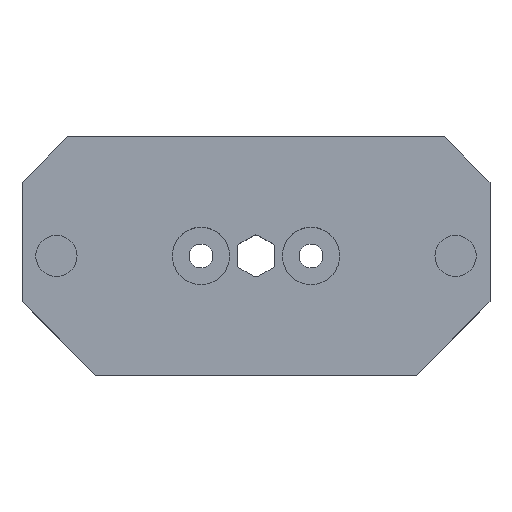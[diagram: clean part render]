
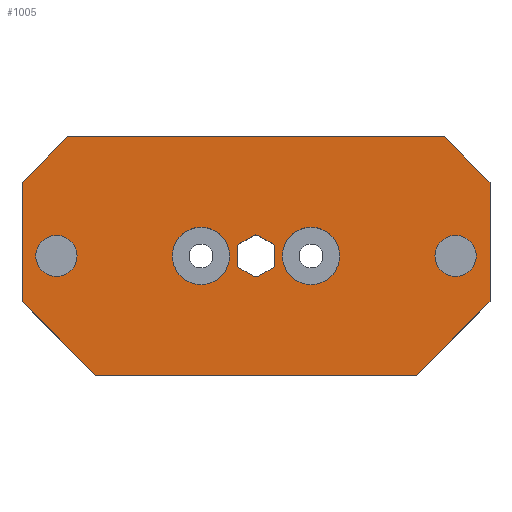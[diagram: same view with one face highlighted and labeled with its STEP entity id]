
A CAD part, top view. The second image highlights one B-rep face of the part: STEP entity #1005.
In plain terms, the highlighted planar face has unit normal (0, 0, 1).
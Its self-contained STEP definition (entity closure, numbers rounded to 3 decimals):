
#17=FACE_BOUND('',#148,.T.);
#18=FACE_BOUND('',#149,.T.);
#19=FACE_BOUND('',#150,.T.);
#20=FACE_BOUND('',#151,.T.);
#21=FACE_BOUND('',#152,.T.);
#45=PLANE('',#1093);
#85=FACE_OUTER_BOUND('',#147,.T.);
#147=EDGE_LOOP('',(#743,#744,#745,#746,#747,#748,#749,#750));
#148=EDGE_LOOP('',(#751,#752,#753,#754,#755,#756,#757,#758,#759,#760,#761,
#762));
#149=EDGE_LOOP('',(#763));
#150=EDGE_LOOP('',(#764));
#151=EDGE_LOOP('',(#765));
#152=EDGE_LOOP('',(#766));
#215=LINE('',#1517,#309);
#223=LINE('',#1533,#317);
#234=LINE('',#1567,#328);
#239=LINE('',#1578,#333);
#242=LINE('',#1582,#336);
#243=LINE('',#1584,#337);
#244=LINE('',#1586,#338);
#245=LINE('',#1587,#339);
#246=LINE('',#1590,#340);
#247=LINE('',#1594,#341);
#248=LINE('',#1598,#342);
#249=LINE('',#1602,#343);
#250=LINE('',#1606,#344);
#251=LINE('',#1610,#345);
#309=VECTOR('',#1213,10.);
#317=VECTOR('',#1225,10.);
#328=VECTOR('',#1250,10.);
#333=VECTOR('',#1259,10.);
#336=VECTOR('',#1264,10.);
#337=VECTOR('',#1265,10.);
#338=VECTOR('',#1266,10.);
#339=VECTOR('',#1267,10.);
#340=VECTOR('',#1268,10.);
#341=VECTOR('',#1271,10.);
#342=VECTOR('',#1274,10.);
#343=VECTOR('',#1277,10.);
#344=VECTOR('',#1280,10.);
#345=VECTOR('',#1283,10.);
#413=CIRCLE('',#1094,0.55);
#414=CIRCLE('',#1095,0.55);
#415=CIRCLE('',#1096,0.55);
#416=CIRCLE('',#1097,0.55);
#417=CIRCLE('',#1098,0.55);
#418=CIRCLE('',#1099,0.55);
#419=CIRCLE('',#1100,3.125);
#420=CIRCLE('',#1101,3.125);
#421=CIRCLE('',#1102,2.25);
#422=CIRCLE('',#1103,2.25);
#455=VERTEX_POINT('',#1515);
#456=VERTEX_POINT('',#1516);
#462=VERTEX_POINT('',#1532);
#478=VERTEX_POINT('',#1566);
#481=VERTEX_POINT('',#1576);
#482=VERTEX_POINT('',#1577);
#483=VERTEX_POINT('',#1583);
#484=VERTEX_POINT('',#1585);
#485=VERTEX_POINT('',#1588);
#486=VERTEX_POINT('',#1589);
#487=VERTEX_POINT('',#1591);
#488=VERTEX_POINT('',#1593);
#489=VERTEX_POINT('',#1595);
#490=VERTEX_POINT('',#1597);
#491=VERTEX_POINT('',#1599);
#492=VERTEX_POINT('',#1601);
#493=VERTEX_POINT('',#1603);
#494=VERTEX_POINT('',#1605);
#495=VERTEX_POINT('',#1607);
#496=VERTEX_POINT('',#1609);
#497=VERTEX_POINT('',#1612);
#498=VERTEX_POINT('',#1614);
#499=VERTEX_POINT('',#1616);
#500=VERTEX_POINT('',#1618);
#553=EDGE_CURVE('',#455,#456,#215,.T.);
#561=EDGE_CURVE('',#456,#462,#223,.T.);
#578=EDGE_CURVE('',#462,#478,#234,.T.);
#583=EDGE_CURVE('',#481,#482,#239,.T.);
#586=EDGE_CURVE('',#482,#455,#242,.T.);
#587=EDGE_CURVE('',#483,#481,#243,.T.);
#588=EDGE_CURVE('',#484,#483,#244,.T.);
#589=EDGE_CURVE('',#484,#478,#245,.T.);
#590=EDGE_CURVE('',#485,#486,#246,.T.);
#591=EDGE_CURVE('',#486,#487,#413,.T.);
#592=EDGE_CURVE('',#487,#488,#247,.T.);
#593=EDGE_CURVE('',#488,#489,#414,.T.);
#594=EDGE_CURVE('',#489,#490,#248,.T.);
#595=EDGE_CURVE('',#490,#491,#415,.T.);
#596=EDGE_CURVE('',#491,#492,#249,.T.);
#597=EDGE_CURVE('',#492,#493,#416,.T.);
#598=EDGE_CURVE('',#493,#494,#250,.T.);
#599=EDGE_CURVE('',#494,#495,#417,.T.);
#600=EDGE_CURVE('',#495,#496,#251,.T.);
#601=EDGE_CURVE('',#496,#485,#418,.T.);
#602=EDGE_CURVE('',#497,#497,#419,.T.);
#603=EDGE_CURVE('',#498,#498,#420,.T.);
#604=EDGE_CURVE('',#499,#499,#421,.T.);
#605=EDGE_CURVE('',#500,#500,#422,.T.);
#743=ORIENTED_EDGE('',*,*,#553,.F.);
#744=ORIENTED_EDGE('',*,*,#586,.F.);
#745=ORIENTED_EDGE('',*,*,#583,.F.);
#746=ORIENTED_EDGE('',*,*,#587,.F.);
#747=ORIENTED_EDGE('',*,*,#588,.F.);
#748=ORIENTED_EDGE('',*,*,#589,.T.);
#749=ORIENTED_EDGE('',*,*,#578,.F.);
#750=ORIENTED_EDGE('',*,*,#561,.F.);
#751=ORIENTED_EDGE('',*,*,#590,.T.);
#752=ORIENTED_EDGE('',*,*,#591,.T.);
#753=ORIENTED_EDGE('',*,*,#592,.T.);
#754=ORIENTED_EDGE('',*,*,#593,.T.);
#755=ORIENTED_EDGE('',*,*,#594,.T.);
#756=ORIENTED_EDGE('',*,*,#595,.T.);
#757=ORIENTED_EDGE('',*,*,#596,.T.);
#758=ORIENTED_EDGE('',*,*,#597,.T.);
#759=ORIENTED_EDGE('',*,*,#598,.T.);
#760=ORIENTED_EDGE('',*,*,#599,.T.);
#761=ORIENTED_EDGE('',*,*,#600,.T.);
#762=ORIENTED_EDGE('',*,*,#601,.T.);
#763=ORIENTED_EDGE('',*,*,#602,.T.);
#764=ORIENTED_EDGE('',*,*,#603,.T.);
#765=ORIENTED_EDGE('',*,*,#604,.T.);
#766=ORIENTED_EDGE('',*,*,#605,.T.);
#1005=ADVANCED_FACE('',(#85,#17,#18,#19,#20,#21),#45,.T.);
#1093=AXIS2_PLACEMENT_3D('',#1581,#1262,#1263);
#1094=AXIS2_PLACEMENT_3D('',#1592,#1269,#1270);
#1095=AXIS2_PLACEMENT_3D('',#1596,#1272,#1273);
#1096=AXIS2_PLACEMENT_3D('',#1600,#1275,#1276);
#1097=AXIS2_PLACEMENT_3D('',#1604,#1278,#1279);
#1098=AXIS2_PLACEMENT_3D('',#1608,#1281,#1282);
#1099=AXIS2_PLACEMENT_3D('',#1611,#1284,#1285);
#1100=AXIS2_PLACEMENT_3D('',#1613,#1286,#1287);
#1101=AXIS2_PLACEMENT_3D('',#1615,#1288,#1289);
#1102=AXIS2_PLACEMENT_3D('',#1617,#1290,#1291);
#1103=AXIS2_PLACEMENT_3D('',#1619,#1292,#1293);
#1213=DIRECTION('',(0.707,0.707,0.));
#1225=DIRECTION('',(1.,0.,0.));
#1250=DIRECTION('',(0.707,-0.707,0.));
#1259=DIRECTION('',(-0.707,0.707,0.));
#1262=DIRECTION('center_axis',(0.,0.,1.));
#1263=DIRECTION('ref_axis',(1.,0.,0.));
#1264=DIRECTION('',(0.,1.,0.));
#1265=DIRECTION('',(-1.,0.,0.));
#1266=DIRECTION('',(-0.707,-0.707,0.));
#1267=DIRECTION('',(0.,1.,0.));
#1268=DIRECTION('',(-0.866,0.5,0.));
#1269=DIRECTION('center_axis',(0.,0.,-1.));
#1270=DIRECTION('ref_axis',(-1.,0.,0.));
#1271=DIRECTION('',(0.,1.,0.));
#1272=DIRECTION('center_axis',(0.,0.,-1.));
#1273=DIRECTION('ref_axis',(-0.5,0.866,0.));
#1274=DIRECTION('',(0.866,0.5,0.));
#1275=DIRECTION('center_axis',(0.,0.,-1.));
#1276=DIRECTION('ref_axis',(0.5,0.866,0.));
#1277=DIRECTION('',(0.866,-0.5,0.));
#1278=DIRECTION('center_axis',(0.,0.,-1.));
#1279=DIRECTION('ref_axis',(1.,0.,0.));
#1280=DIRECTION('',(0.,-1.,0.));
#1281=DIRECTION('center_axis',(0.,0.,-1.));
#1282=DIRECTION('ref_axis',(0.5,-0.866,0.));
#1283=DIRECTION('',(-0.866,-0.5,0.));
#1284=DIRECTION('center_axis',(0.,0.,-1.));
#1285=DIRECTION('ref_axis',(-0.5,-0.866,0.));
#1286=DIRECTION('center_axis',(0.,0.,-1.));
#1287=DIRECTION('ref_axis',(-1.,0.,0.));
#1288=DIRECTION('center_axis',(0.,0.,-1.));
#1289=DIRECTION('ref_axis',(-1.,0.,0.));
#1290=DIRECTION('center_axis',(0.,0.,-1.));
#1291=DIRECTION('ref_axis',(-1.,0.,0.));
#1292=DIRECTION('center_axis',(0.,0.,-1.));
#1293=DIRECTION('ref_axis',(-1.,0.,0.));
#1515=CARTESIAN_POINT('',(-25.5,8.,59.));
#1516=CARTESIAN_POINT('',(-20.5,13.,59.));
#1517=CARTESIAN_POINT('',(-26.25,7.25,59.));
#1532=CARTESIAN_POINT('',(20.5,13.,59.));
#1533=CARTESIAN_POINT('',(27.5,13.,59.));
#1566=CARTESIAN_POINT('',(25.5,8.,59.));
#1567=CARTESIAN_POINT('',(13.5,20.,59.));
#1576=CARTESIAN_POINT('',(-17.5,-13.,59.));
#1577=CARTESIAN_POINT('',(-25.5,-5.,59.));
#1578=CARTESIAN_POINT('',(-24.75,-5.75,59.));
#1581=CARTESIAN_POINT('Origin',(-25.5,0.,
59.));
#1582=CARTESIAN_POINT('',(-25.5,0.,59.));
#1583=CARTESIAN_POINT('',(17.5,-13.,59.));
#1584=CARTESIAN_POINT('',(27.5,-13.,59.));
#1585=CARTESIAN_POINT('',(25.5,-5.,59.));
#1586=CARTESIAN_POINT('',(12.,-18.5,59.));
#1587=CARTESIAN_POINT('',(25.5,0.,59.));
#1588=CARTESIAN_POINT('',(-0.275,-2.208,59.));
#1589=CARTESIAN_POINT('',(-1.775,-1.342,59.));
#1590=CARTESIAN_POINT('',(-10.213,3.529,59.));
#1591=CARTESIAN_POINT('',(-2.05,-0.866,59.));
#1592=CARTESIAN_POINT('Origin',(-1.5,-0.866,59.));
#1593=CARTESIAN_POINT('',(-2.05,0.866,59.));
#1594=CARTESIAN_POINT('',(-2.05,-0.433,59.));
#1595=CARTESIAN_POINT('',(-1.775,1.342,59.));
#1596=CARTESIAN_POINT('Origin',(-1.5,0.866,59.));
#1597=CARTESIAN_POINT('',(-0.275,2.208,59.));
#1598=CARTESIAN_POINT('',(-10.963,-3.962,59.));
#1599=CARTESIAN_POINT('',(0.275,2.208,59.));
#1600=CARTESIAN_POINT('Origin',(0.,1.732,
59.));
#1601=CARTESIAN_POINT('',(1.775,1.342,59.));
#1602=CARTESIAN_POINT('',(-8.913,7.513,59.));
#1603=CARTESIAN_POINT('',(2.05,0.866,59.));
#1604=CARTESIAN_POINT('Origin',(1.5,0.866,59.));
#1605=CARTESIAN_POINT('',(2.05,-0.866,59.));
#1606=CARTESIAN_POINT('',(2.05,0.433,59.));
#1607=CARTESIAN_POINT('',(1.775,-1.342,59.));
#1608=CARTESIAN_POINT('Origin',(1.5,-0.866,59.));
#1609=CARTESIAN_POINT('',(0.275,-2.208,59.));
#1610=CARTESIAN_POINT('',(-8.163,-7.08,59.));
#1611=CARTESIAN_POINT('Origin',(0.,-1.732,
59.));
#1612=CARTESIAN_POINT('',(9.125,0.,59.));
#1613=CARTESIAN_POINT('Origin',(6.,0.,
59.));
#1614=CARTESIAN_POINT('',(-2.875,0.,59.));
#1615=CARTESIAN_POINT('Origin',(-6.,0.,
59.));
#1616=CARTESIAN_POINT('',(24.,0.,59.));
#1617=CARTESIAN_POINT('Origin',(21.75,0.,59.));
#1618=CARTESIAN_POINT('',(-19.5,0.,59.));
#1619=CARTESIAN_POINT('Origin',(-21.75,0.,59.));
